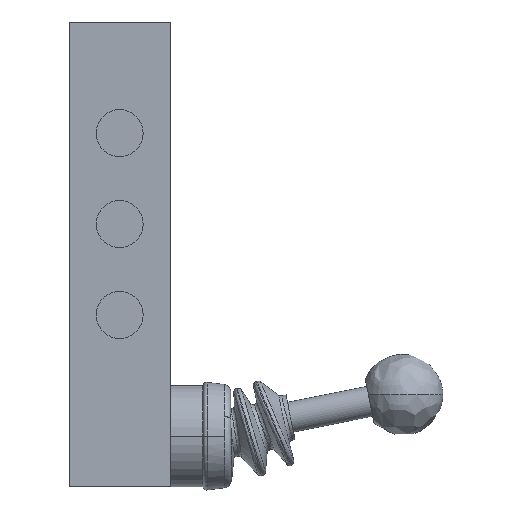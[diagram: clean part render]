
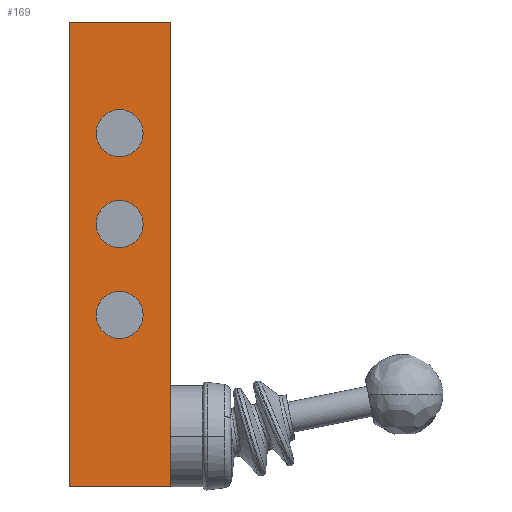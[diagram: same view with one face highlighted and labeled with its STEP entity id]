
A CAD part, front view. The second image highlights one B-rep face of the part: STEP entity #169.
In plain terms, the highlighted planar face has unit normal (0, -1, 0).
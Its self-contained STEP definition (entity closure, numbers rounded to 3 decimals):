
#81 = EDGE_LOOP ( 'NONE', ( #180, #277 ) ) ;
#169 = ADVANCED_FACE ( 'NONE', ( #1797, #1798, #1799, #1800 ), #1801, .T. ) ;
#180 = ORIENTED_EDGE ( 'NONE', *, *, #16883, .T. ) ;
#277 = ORIENTED_EDGE ( 'NONE', *, *, #12665, .T. ) ;
#318 = EDGE_LOOP ( 'NONE', ( #425, #714 ) ) ;
#319 = VERTEX_POINT ( 'NONE', #2666 ) ;
#425 = ORIENTED_EDGE ( 'NONE', *, *, #8973, .T. ) ;
#486 = EDGE_CURVE ( 'NONE', #4034, #319, #3071, .T. ) ;
#16883 = EDGE_CURVE ( 'NONE', #4907, #14285, #12142, .T. ) ;
#643 = VERTEX_POINT ( 'NONE', #3238 ) ;
#714 = ORIENTED_EDGE ( 'NONE', *, *, #1456, .T. ) ;
#918 = EDGE_CURVE ( 'NONE', #9940, #9902, #3417, .T. ) ;
#1056 = VERTEX_POINT ( 'NONE', #3455 ) ;
#1456 = EDGE_CURVE ( 'NONE', #643, #14327, #3611, .T. ) ;
#1797 = FACE_BOUND ( 'NONE', #81, .T. ) ;
#1798 = FACE_BOUND ( 'NONE', #318, .T. ) ;
#1799 = FACE_BOUND ( 'NONE', #3459, .T. ) ;
#1800 = FACE_OUTER_BOUND ( 'NONE', #4725, .T. ) ;
#1801 = PLANE ( 'NONE',  #1802 ) ;
#1802 = AXIS2_PLACEMENT_3D ( 'NONE', #1803, #1804, #1805 ) ;
#1803 = CARTESIAN_POINT ( 'NONE',  ( 20., -35., 0. ) ) ;
#1804 = DIRECTION ( 'NONE',  ( 0., -1., 0. ) ) ;
#1805 = DIRECTION ( 'NONE',  ( 0., 0., -1. ) ) ;
#2666 = CARTESIAN_POINT ( 'NONE',  ( -20., -35., 184. ) ) ;
#3071 = LINE ( 'NONE', #3072, #3079 ) ;
#3072 = CARTESIAN_POINT ( 'NONE',  ( 20., -35., 184. ) ) ;
#3079 = VECTOR ( 'NONE', #3080, 1000. ) ;
#3080 = DIRECTION ( 'NONE',  ( -1., 0., 0. ) ) ;
#3238 = CARTESIAN_POINT ( 'NONE',  ( 9.316, -35., 68. ) ) ;
#3417 = CIRCLE ( 'NONE', #3418, 9.316 ) ;
#3418 = AXIS2_PLACEMENT_3D ( 'NONE', #3424, #3425, #3426 ) ;
#3424 = CARTESIAN_POINT ( 'NONE',  ( 0., -35., 104. ) ) ;
#3425 = DIRECTION ( 'NONE',  ( 0., 1., 0. ) ) ;
#3426 = DIRECTION ( 'NONE',  ( -1., 0., 0. ) ) ;
#3455 = CARTESIAN_POINT ( 'NONE',  ( -20., -35., 0. ) ) ;
#3459 = EDGE_LOOP ( 'NONE', ( #3954, #4465 ) ) ;
#3611 = CIRCLE ( 'NONE', #3612, 9.316 ) ;
#3612 = AXIS2_PLACEMENT_3D ( 'NONE', #3613, #3614, #3615 ) ;
#3613 = CARTESIAN_POINT ( 'NONE',  ( 0., -35., 68. ) ) ;
#3614 = DIRECTION ( 'NONE',  ( 0., 1., 0. ) ) ;
#3615 = DIRECTION ( 'NONE',  ( -1., 0., 0. ) ) ;
#3954 = ORIENTED_EDGE ( 'NONE', *, *, #918, .T. ) ;
#4034 = VERTEX_POINT ( 'NONE', #6610 ) ;
#4465 = ORIENTED_EDGE ( 'NONE', *, *, #14401, .T. ) ;
#4725 = EDGE_LOOP ( 'NONE', ( #5199, #6062, #6566, #7081 ) ) ;
#4907 = VERTEX_POINT ( 'NONE', #8016 ) ;
#5199 = ORIENTED_EDGE ( 'NONE', *, *, #5547, .F. ) ;
#5547 = EDGE_CURVE ( 'NONE', #1056, #319, #8513, .T. ) ;
#6062 = ORIENTED_EDGE ( 'NONE', *, *, #12446, .T. ) ;
#6566 = ORIENTED_EDGE ( 'NONE', *, *, #15568, .T. ) ;
#6610 = CARTESIAN_POINT ( 'NONE',  ( 20., -35., 184. ) ) ;
#6611 = CARTESIAN_POINT ( 'NONE',  ( 9.316, -35., 140. ) ) ;
#6652 = CARTESIAN_POINT ( 'NONE',  ( -9.315, -35., 68. ) ) ;
#6794 = CIRCLE ( 'NONE', #6795, 9.316 ) ;
#6795 = AXIS2_PLACEMENT_3D ( 'NONE', #6796, #6797, #6798 ) ;
#6796 = CARTESIAN_POINT ( 'NONE',  ( 0., -35., 104. ) ) ;
#6797 = DIRECTION ( 'NONE',  ( 0., 1., 0. ) ) ;
#6798 = DIRECTION ( 'NONE',  ( -1., 0., 0. ) ) ;
#7081 = ORIENTED_EDGE ( 'NONE', *, *, #486, .T. ) ;
#8016 = CARTESIAN_POINT ( 'NONE',  ( -9.316, -35., 140. ) ) ;
#8342 = LINE ( 'NONE', #8343, #8344 ) ;
#8343 = CARTESIAN_POINT ( 'NONE',  ( 20., -35., 0. ) ) ;
#8344 = VECTOR ( 'NONE', #8345, 1000. ) ;
#8345 = DIRECTION ( 'NONE',  ( 0., 0., 1. ) ) ;
#8513 = LINE ( 'NONE', #8514, #8515 ) ;
#8514 = CARTESIAN_POINT ( 'NONE',  ( -20., -35., 0. ) ) ;
#8515 = VECTOR ( 'NONE', #8516, 1000. ) ;
#8516 = DIRECTION ( 'NONE',  ( 0., 0., 1. ) ) ;
#8973 = EDGE_CURVE ( 'NONE', #14327, #643, #13238, .T. ) ;
#9902 = VERTEX_POINT ( 'NONE', #13627 ) ;
#9940 = VERTEX_POINT ( 'NONE', #13642 ) ;
#11822 = VERTEX_POINT ( 'NONE', #15108 ) ;
#12142 = CIRCLE ( 'NONE', #12143, 9.316 ) ;
#12143 = AXIS2_PLACEMENT_3D ( 'NONE', #12144, #12145, #12146 ) ;
#12144 = CARTESIAN_POINT ( 'NONE',  ( 0., -35., 140. ) ) ;
#12145 = DIRECTION ( 'NONE',  ( 0., 1., 0. ) ) ;
#12146 = DIRECTION ( 'NONE',  ( -1., 0., 0. ) ) ;
#12446 = EDGE_CURVE ( 'NONE', #1056, #11822, #15729, .T. ) ;
#12665 = EDGE_CURVE ( 'NONE', #14285, #4907, #16178, .T. ) ;
#13238 = CIRCLE ( 'NONE', #13239, 9.316 ) ;
#13239 = AXIS2_PLACEMENT_3D ( 'NONE', #13240, #13241, #13242 ) ;
#13240 = CARTESIAN_POINT ( 'NONE',  ( 0., -35., 68. ) ) ;
#13241 = DIRECTION ( 'NONE',  ( 0., 1., 0. ) ) ;
#13242 = DIRECTION ( 'NONE',  ( -1., 0., 0. ) ) ;
#13627 = CARTESIAN_POINT ( 'NONE',  ( 9.316, -35., 104. ) ) ;
#13642 = CARTESIAN_POINT ( 'NONE',  ( -9.316, -35., 104. ) ) ;
#14285 = VERTEX_POINT ( 'NONE', #6611 ) ;
#14327 = VERTEX_POINT ( 'NONE', #6652 ) ;
#14401 = EDGE_CURVE ( 'NONE', #9902, #9940, #6794, .T. ) ;
#15108 = CARTESIAN_POINT ( 'NONE',  ( 20., -35., 0. ) ) ;
#15568 = EDGE_CURVE ( 'NONE', #11822, #4034, #8342, .T. ) ;
#15729 = LINE ( 'NONE', #15730, #15731 ) ;
#15730 = CARTESIAN_POINT ( 'NONE',  ( 20., -35., 0. ) ) ;
#15731 = VECTOR ( 'NONE', #15732, 1000. ) ;
#15732 = DIRECTION ( 'NONE',  ( 1., 0., 0. ) ) ;
#16178 = CIRCLE ( 'NONE', #16179, 9.316 ) ;
#16179 = AXIS2_PLACEMENT_3D ( 'NONE', #16180, #16189, #16190 ) ;
#16180 = CARTESIAN_POINT ( 'NONE',  ( 0., -35., 140. ) ) ;
#16189 = DIRECTION ( 'NONE',  ( 0., 1., 0. ) ) ;
#16190 = DIRECTION ( 'NONE',  ( -1., 0., 0. ) ) ;
